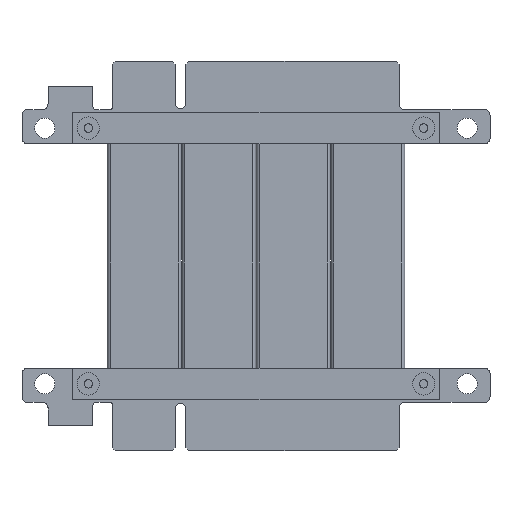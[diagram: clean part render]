
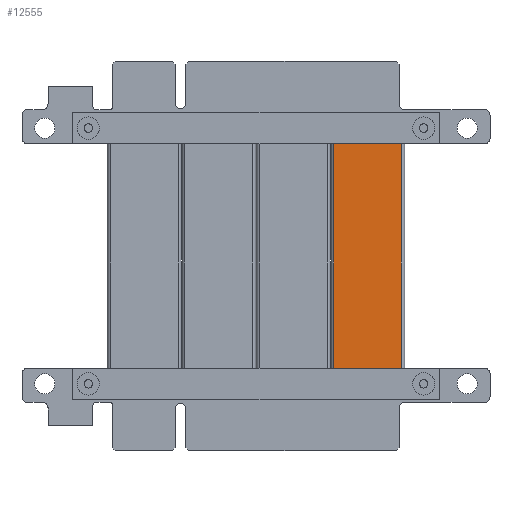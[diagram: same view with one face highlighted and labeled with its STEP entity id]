
A CAD part, top view. The second image highlights one B-rep face of the part: STEP entity #12555.
In plain terms, the highlighted face is planar.
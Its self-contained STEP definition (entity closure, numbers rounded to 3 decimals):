
#12527 = VERTEX_POINT('',#12528);
#12528 = CARTESIAN_POINT('',(0.,0.,
    0.));
#12535 = EDGE_CURVE('',#12536,#12527,#12538,.T.);
#12536 = VERTEX_POINT('',#12537);
#12537 = CARTESIAN_POINT('',(0.,0.,
    -43.));
#12538 = LINE('',#12539,#12540);
#12539 = CARTESIAN_POINT('',(0.,0.,
    -43.));
#12540 = VECTOR('',#12541,1.);
#12541 = DIRECTION('',(0.,0.,1.));
#12555 = ADVANCED_FACE('',(#12556),#12581,.T.);
#12556 = FACE_BOUND('',#12557,.T.);
#12557 = EDGE_LOOP('',(#12558,#12566,#12574,#12580));
#12558 = ORIENTED_EDGE('',*,*,#12559,.F.);
#12559 = EDGE_CURVE('',#12560,#12527,#12562,.T.);
#12560 = VERTEX_POINT('',#12561);
#12561 = CARTESIAN_POINT('',(12.065,0.,0.
    ));
#12562 = LINE('',#12563,#12564);
#12563 = CARTESIAN_POINT('',(0.,0.,
    0.));
#12564 = VECTOR('',#12565,1.);
#12565 = DIRECTION('',(-1.,0.,0.));
#12566 = ORIENTED_EDGE('',*,*,#12567,.F.);
#12567 = EDGE_CURVE('',#12568,#12560,#12570,.T.);
#12568 = VERTEX_POINT('',#12569);
#12569 = CARTESIAN_POINT('',(12.065,0.,-43.));
#12570 = LINE('',#12571,#12572);
#12571 = CARTESIAN_POINT('',(12.065,0.,-43.));
#12572 = VECTOR('',#12573,1.);
#12573 = DIRECTION('',(0.,0.,1.));
#12574 = ORIENTED_EDGE('',*,*,#12575,.T.);
#12575 = EDGE_CURVE('',#12568,#12536,#12576,.T.);
#12576 = LINE('',#12577,#12578);
#12577 = CARTESIAN_POINT('',(0.,0.,
    -43.));
#12578 = VECTOR('',#12579,1.);
#12579 = DIRECTION('',(-1.,0.,0.));
#12580 = ORIENTED_EDGE('',*,*,#12535,.T.);
#12581 = PLANE('',#12582);
#12582 = AXIS2_PLACEMENT_3D('',#12583,#12584,#12585);
#12583 = CARTESIAN_POINT('',(0.,0.,
    -43.));
#12584 = DIRECTION('',(0.,1.,0.));
#12585 = DIRECTION('',(0.,0.,1.));
